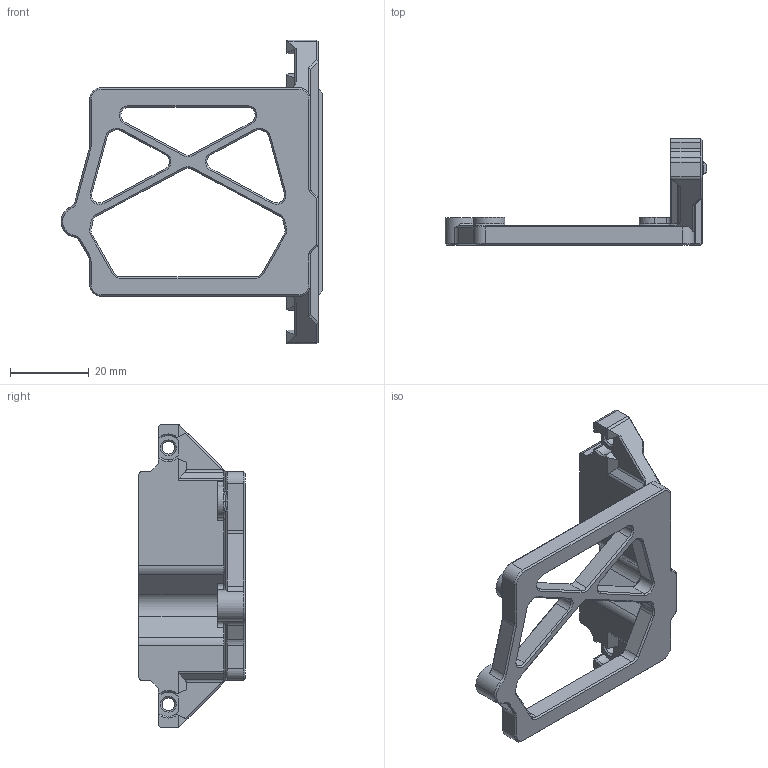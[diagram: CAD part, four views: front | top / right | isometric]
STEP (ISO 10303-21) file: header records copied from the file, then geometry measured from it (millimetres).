
FILE_DESCRIPTION(/* description */ (''),/* implementation_level */ '2;1');
FILE_NAME(/* name */ 'dcdc_converter_frame_mount.step',/* time_stamp */ '2020-09-11T11:53:22-07:00',/* author */ (''),/* organization */ (''),/* preprocessor_version */ 'ST-DEVELOPER v18.1',/* originating_system */ 'Autodesk Translation Framework v9.3.0.1241',/* authorisation */ '');
FILE_SCHEMA (('AUTOMOTIVE_DESIGN { 1 0 10303 214 3 1 1 }'));
Length unit declared in the file: millimetre
Products named in the file (1): dcdc_converter_frame_mount
Bounding box: 66.4 x 27 x 77 mm (x, y, z)
Volume: 15985.4 mm3; surface area: 9566.3 mm2
Topology: 1 solids, 1 shells, 337 faces, 866 edges, 532 vertices
Faces by surface type: plane 157, cone 103, cylinder 67, bspline 10
Full cylindrical faces by diameter (mm): 3.2 x2, 4.6 x4, 8 x2
Entity records: 10788 total; most frequent: CARTESIAN_POINT 2570, ORIENTED_EDGE 1732, DIRECTION 1707, EDGE_CURVE 866, AXIS2_PLACEMENT_3D 587, LINE 533, VECTOR 533, VERTEX_POINT 532
